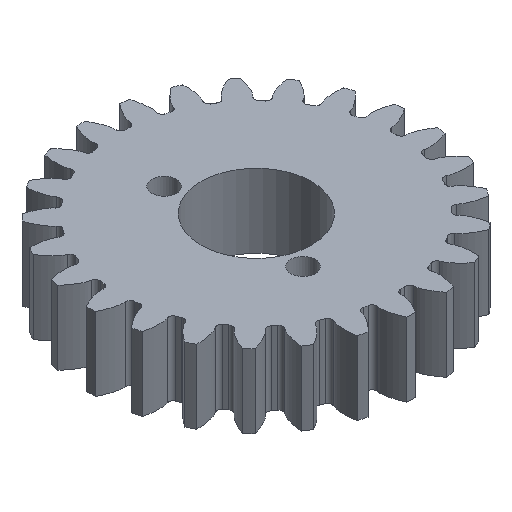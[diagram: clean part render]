
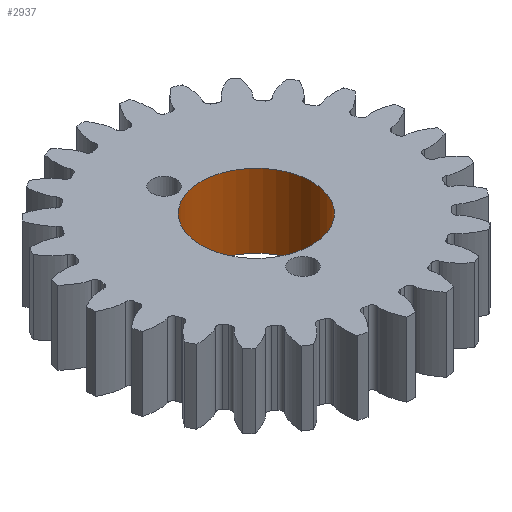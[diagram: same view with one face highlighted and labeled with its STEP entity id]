
A CAD part, isometric view. The second image highlights one B-rep face of the part: STEP entity #2937.
In plain terms, the highlighted cylindrical face has radius 4.5 mm (diameter 9 mm), a full revolution.
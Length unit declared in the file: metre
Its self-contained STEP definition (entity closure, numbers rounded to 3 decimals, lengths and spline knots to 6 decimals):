
#122=CYLINDRICAL_SURFACE('',#3261,0.0045);
#1483=ORIENTED_EDGE('',*,*,#1485,.T.);
#1484=ORIENTED_EDGE('',*,*,#1638,.F.);
#1485=EDGE_CURVE('',#1941,#1941,#2247,.T.);
#1638=EDGE_CURVE('',#2094,#2094,#2350,.T.);
#1941=VERTEX_POINT('',#4039);
#2094=VERTEX_POINT('',#5046);
#2247=CIRCLE('',#2952,0.0045);
#2350=CIRCLE('',#3056,0.0045);
#2615=EDGE_LOOP('',(#1483));
#2616=EDGE_LOOP('',(#1484));
#2779=FACE_BOUND('',#2615,.T.);
#2780=FACE_BOUND('',#2616,.T.);
#2937=ADVANCED_FACE('',(#2779,#2780),#122,.F.);
#2952=AXIS2_PLACEMENT_3D('',#4038,#3266,#3267);
#3056=AXIS2_PLACEMENT_3D('',#5045,#3474,#3475);
#3261=AXIS2_PLACEMENT_3D('',#7303,#4034,#4035);
#3266=DIRECTION('',(0.,0.,1.));
#3267=DIRECTION('',(1.,0.,0.));
#3474=DIRECTION('',(0.,0.,1.));
#3475=DIRECTION('',(1.,0.,0.));
#4034=DIRECTION('',(0.,0.,1.));
#4035=DIRECTION('',(1.,0.,0.));
#4038=CARTESIAN_POINT('',(0.0675,0.,0.006));
#4039=CARTESIAN_POINT('',(0.072,0.,0.006));
#5045=CARTESIAN_POINT('',(0.0675,0.,0.));
#5046=CARTESIAN_POINT('',(0.072,0.,0.));
#7303=CARTESIAN_POINT('',(0.0675,0.,-0.019));
